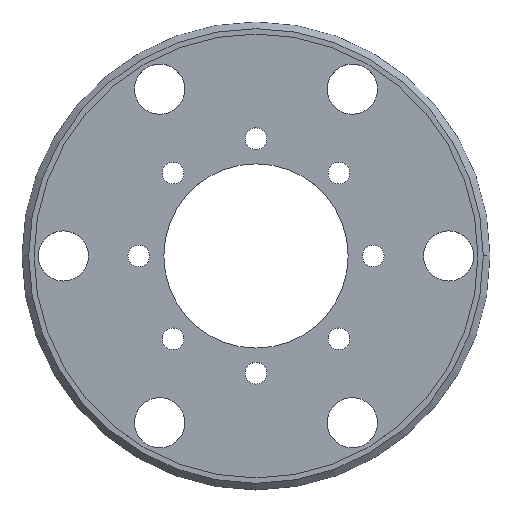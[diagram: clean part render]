
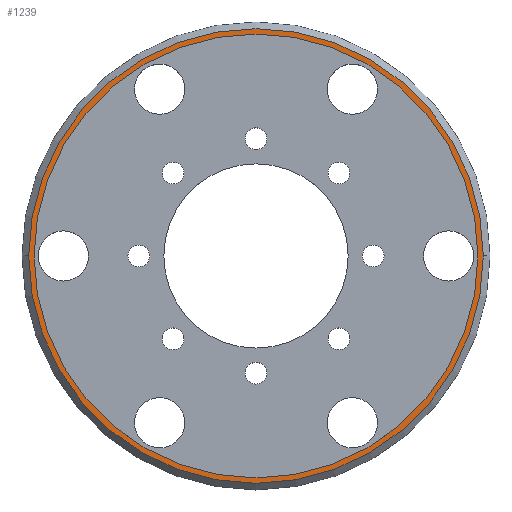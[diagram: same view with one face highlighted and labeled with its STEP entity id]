
A CAD part, top view. The second image highlights one B-rep face of the part: STEP entity #1239.
In plain terms, the highlighted planar face has unit normal (0, 0, 1).
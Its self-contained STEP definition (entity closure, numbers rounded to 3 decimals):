
#16 = PLANE ( 'NONE',  #1460 ) ;
#22 = FACE_OUTER_BOUND ( 'NONE', #1298, .T. ) ;
#23 = DIRECTION ( 'NONE',  ( 0., 0., 1. ) ) ;
#54 = CIRCLE ( 'NONE', #849, 67.85 ) ;
#104 = VERTEX_POINT ( 'NONE', #1282 ) ;
#141 = DIRECTION ( 'NONE',  ( 1., 0., 0. ) ) ;
#169 = DIRECTION ( 'NONE',  ( 0., 0., 1. ) ) ;
#197 = DIRECTION ( 'NONE',  ( 1., 0., 0. ) ) ;
#265 = CARTESIAN_POINT ( 'NONE',  ( -66.25, 0., -144. ) ) ;
#272 = DIRECTION ( 'NONE',  ( 1., 0., 0. ) ) ;
#275 = ORIENTED_EDGE ( 'NONE', *, *, #938, .T. ) ;
#298 = CARTESIAN_POINT ( 'NONE',  ( 0., 0., -144. ) ) ;
#337 = AXIS2_PLACEMENT_3D ( 'NONE', #725, #169, #625 ) ;
#339 = CARTESIAN_POINT ( 'NONE',  ( 0., 0., -144. ) ) ;
#390 = DIRECTION ( 'NONE',  ( 0., 0., 1. ) ) ;
#510 = VERTEX_POINT ( 'NONE', #265 ) ;
#534 = CARTESIAN_POINT ( 'NONE',  ( 67.85, 0., -144. ) ) ;
#566 = EDGE_CURVE ( 'NONE', #1336, #510, #962, .T. ) ;
#568 = EDGE_CURVE ( 'NONE', #702, #104, #54, .T. ) ;
#617 = CARTESIAN_POINT ( 'NONE',  ( 66.25, 0., -144. ) ) ;
#625 = DIRECTION ( 'NONE',  ( 1., 0., 0. ) ) ;
#660 = ORIENTED_EDGE ( 'NONE', *, *, #566, .F. ) ;
#702 = VERTEX_POINT ( 'NONE', #534 ) ;
#725 = CARTESIAN_POINT ( 'NONE',  ( 0., 0., -144. ) ) ;
#770 = DIRECTION ( 'NONE',  ( 0., 0., 1. ) ) ;
#788 = CARTESIAN_POINT ( 'NONE',  ( 0., 0., -144. ) ) ;
#826 = AXIS2_PLACEMENT_3D ( 'NONE', #298, #770, #197 ) ;
#837 = EDGE_LOOP ( 'NONE', ( #660, #923 ) ) ;
#849 = AXIS2_PLACEMENT_3D ( 'NONE', #1400, #390, #272 ) ;
#851 = CIRCLE ( 'NONE', #1106, 67.85 ) ;
#923 = ORIENTED_EDGE ( 'NONE', *, *, #1428, .F. ) ;
#938 = EDGE_CURVE ( 'NONE', #104, #702, #851, .T. ) ;
#962 = CIRCLE ( 'NONE', #337, 66.25 ) ;
#1002 = DIRECTION ( 'NONE',  ( 1., 0., 0. ) ) ;
#1106 = AXIS2_PLACEMENT_3D ( 'NONE', #788, #23, #1002 ) ;
#1152 = CIRCLE ( 'NONE', #826, 66.25 ) ;
#1239 = ADVANCED_FACE ( 'NONE', ( #22, #1458 ), #16, .T. ) ;
#1282 = CARTESIAN_POINT ( 'NONE',  ( -67.85, 0., -144. ) ) ;
#1298 = EDGE_LOOP ( 'NONE', ( #275, #1424 ) ) ;
#1336 = VERTEX_POINT ( 'NONE', #617 ) ;
#1380 = DIRECTION ( 'NONE',  ( 0., 0., 1. ) ) ;
#1400 = CARTESIAN_POINT ( 'NONE',  ( 0., 0., -144. ) ) ;
#1424 = ORIENTED_EDGE ( 'NONE', *, *, #568, .T. ) ;
#1428 = EDGE_CURVE ( 'NONE', #510, #1336, #1152, .T. ) ;
#1458 = FACE_BOUND ( 'NONE', #837, .T. ) ;
#1460 = AXIS2_PLACEMENT_3D ( 'NONE', #339, #1380, #141 ) ;
